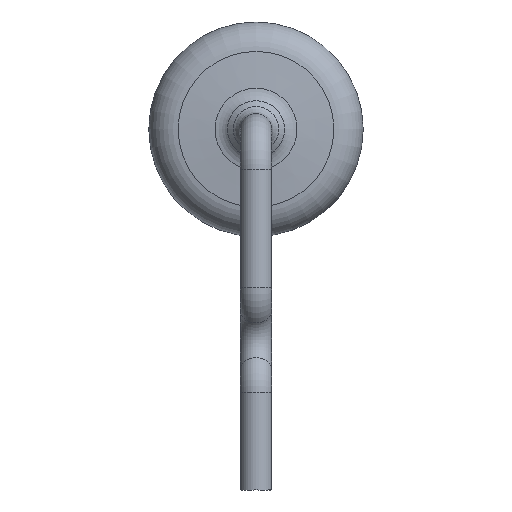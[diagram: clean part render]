
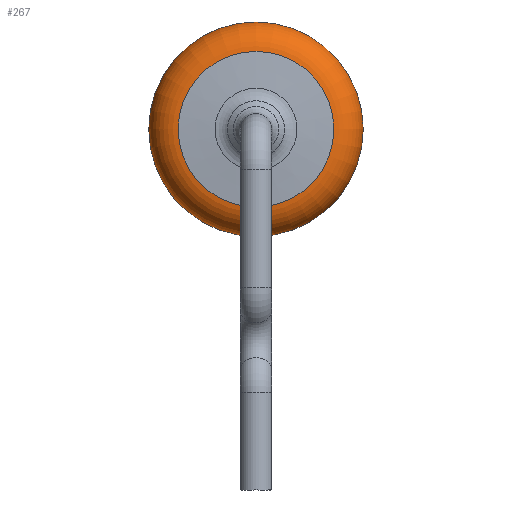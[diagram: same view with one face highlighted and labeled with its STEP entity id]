
A CAD part, left-side view. The second image highlights one B-rep face of the part: STEP entity #267.
In plain terms, the highlighted toroidal (fillet/blend) face has major radius 1.925 mm and minor radius 0.825 mm.
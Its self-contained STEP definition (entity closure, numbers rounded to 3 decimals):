
#267=ADVANCED_FACE('',(#670,#672),#674,.T.);
#670=FACE_OUTER_BOUND('',#671,.T.);
#671=EDGE_LOOP('',(#917));
#672=FACE_OUTER_BOUND('',#673,.T.);
#673=EDGE_LOOP('',(#918));
#674=TOROIDAL_SURFACE('',#675,1.925,0.825);
#675=AXIS2_PLACEMENT_3D('',#676,#677,#678);
#676=CARTESIAN_POINT('',(-7.095,0.,6.75));
#677=DIRECTION('',(1.,0.,0.));
#678=DIRECTION('',(0.,0.,-1.));
#917=ORIENTED_EDGE('',*,*,#984,.F.);
#918=ORIENTED_EDGE('',*,*,#985,.T.);
#984=EDGE_CURVE('',#1048,#1048,#1049,.T.);
#985=EDGE_CURVE('',#1050,#1050,#1051,.T.);
#1048=VERTEX_POINT('',#1196);
#1049=CIRCLE('',#1197,2.75);
#1050=VERTEX_POINT('',#1201);
#1051=CIRCLE('',#1202,1.997);
#1196=CARTESIAN_POINT('',(-7.095,0.,4.));
#1197=AXIS2_PLACEMENT_3D('',#1198,#1199,#1200);
#1198=CARTESIAN_POINT('',(-7.095,0.,6.75));
#1199=DIRECTION('',(1.,0.,0.));
#1200=DIRECTION('',(0.,0.,-1.));
#1201=CARTESIAN_POINT('',(-7.917,0.,4.753));
#1202=AXIS2_PLACEMENT_3D('',#1203,#1204,#1205);
#1203=CARTESIAN_POINT('',(-7.917,0.,6.75));
#1204=DIRECTION('',(1.,0.,0.));
#1205=DIRECTION('',(0.,0.,-1.));
